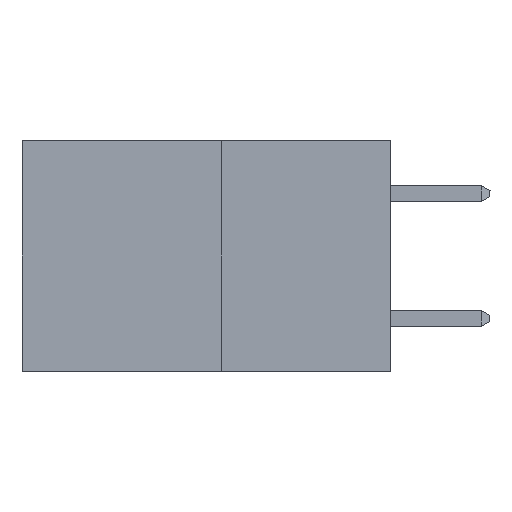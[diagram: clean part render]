
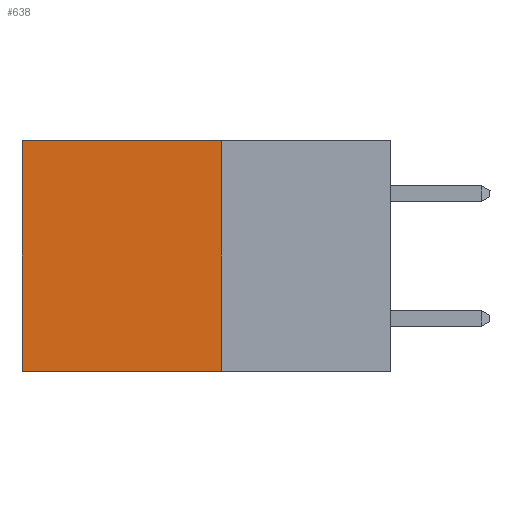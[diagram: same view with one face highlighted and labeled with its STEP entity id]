
A CAD part, left-side view. The second image highlights one B-rep face of the part: STEP entity #638.
In plain terms, the highlighted planar face has unit normal (-1, 0, 0).
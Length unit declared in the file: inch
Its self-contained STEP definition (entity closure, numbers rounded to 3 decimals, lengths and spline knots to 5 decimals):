
#290 = VECTOR ( 'NONE', #5426, 39.37008 ) ;
#638 = ADVANCED_FACE ( 'NONE', ( #10564 ), #4403, .F. ) ;
#959 = CARTESIAN_POINT ( 'NONE',  ( 0.277, 0.27, 0. ) ) ;
#1142 = CARTESIAN_POINT ( 'NONE',  ( 0.277, 0.27, -0.37 ) ) ;
#1192 = DIRECTION ( 'NONE',  ( 0., 1., 0. ) ) ;
#1513 = DIRECTION ( 'NONE',  ( 1., 0., 0. ) ) ;
#1566 = VECTOR ( 'NONE', #1896, 39.37008 ) ;
#1852 = CARTESIAN_POINT ( 'NONE',  ( 0.277, 0.27, -0.37 ) ) ;
#1896 = DIRECTION ( 'NONE',  ( 0., 0., -1. ) ) ;
#1924 = ORIENTED_EDGE ( 'NONE', *, *, #9897, .T. ) ;
#2531 = EDGE_LOOP ( 'NONE', ( #1924, #6377, #9989, #6026 ) ) ;
#2549 = VECTOR ( 'NONE', #1192, 39.37008 ) ;
#2834 = LINE ( 'NONE', #1142, #2549 ) ;
#3064 = DIRECTION ( 'NONE',  ( 0., 0., -1. ) ) ;
#3486 = CARTESIAN_POINT ( 'NONE',  ( 0.277, 0.59, -0.37 ) ) ;
#3756 = EDGE_CURVE ( 'NONE', #10795, #7625, #9558, .T. ) ;
#4403 = PLANE ( 'NONE',  #9552 ) ;
#4982 = VERTEX_POINT ( 'NONE', #3486 ) ;
#5426 = DIRECTION ( 'NONE',  ( 0., 1., 0. ) ) ;
#5494 = CARTESIAN_POINT ( 'NONE',  ( 0.277, 0.59, -0.37 ) ) ;
#6026 = ORIENTED_EDGE ( 'NONE', *, *, #3756, .T. ) ;
#6321 = LINE ( 'NONE', #1852, #1566 ) ;
#6377 = ORIENTED_EDGE ( 'NONE', *, *, #8809, .F. ) ;
#7040 = VECTOR ( 'NONE', #9618, 39.37008 ) ;
#7284 = EDGE_CURVE ( 'NONE', #10795, #11085, #6321, .T. ) ;
#7562 = CARTESIAN_POINT ( 'NONE',  ( 0.277, 0.27, 0. ) ) ;
#7625 = VERTEX_POINT ( 'NONE', #9850 ) ;
#8059 = CARTESIAN_POINT ( 'NONE',  ( 0.277, 0.27, -0.37 ) ) ;
#8809 = EDGE_CURVE ( 'NONE', #11085, #4982, #2834, .T. ) ;
#9176 = LINE ( 'NONE', #5494, #7040 ) ;
#9552 = AXIS2_PLACEMENT_3D ( 'NONE', #10090, #1513, #3064 ) ;
#9558 = LINE ( 'NONE', #7562, #290 ) ;
#9618 = DIRECTION ( 'NONE',  ( 0., 0., -1. ) ) ;
#9850 = CARTESIAN_POINT ( 'NONE',  ( 0.277, 0.59, 0. ) ) ;
#9897 = EDGE_CURVE ( 'NONE', #7625, #4982, #9176, .T. ) ;
#9989 = ORIENTED_EDGE ( 'NONE', *, *, #7284, .F. ) ;
#10090 = CARTESIAN_POINT ( 'NONE',  ( 0.277, 0.27, -0.37 ) ) ;
#10564 = FACE_OUTER_BOUND ( 'NONE', #2531, .T. ) ;
#10795 = VERTEX_POINT ( 'NONE', #959 ) ;
#11085 = VERTEX_POINT ( 'NONE', #8059 ) ;
